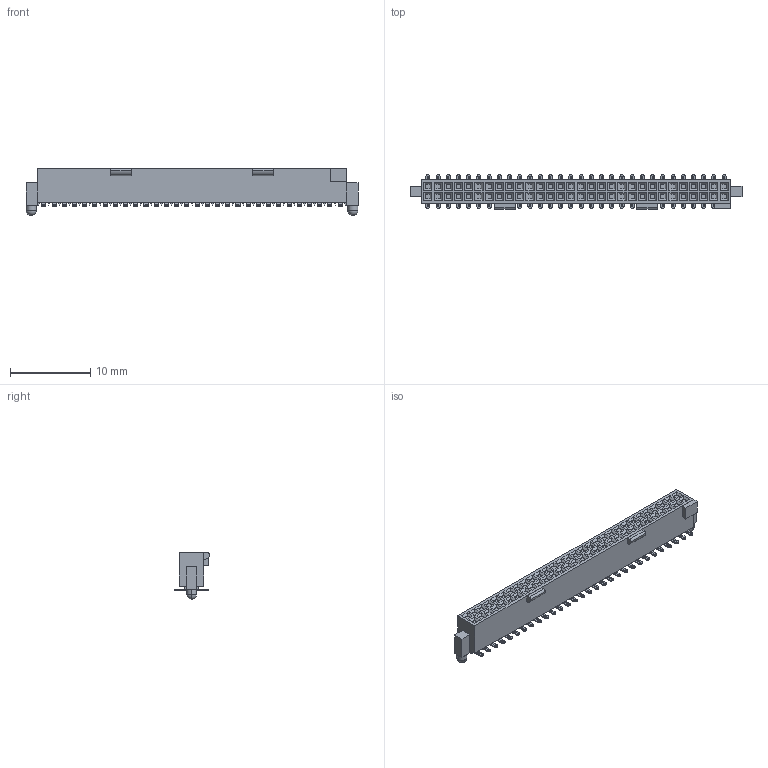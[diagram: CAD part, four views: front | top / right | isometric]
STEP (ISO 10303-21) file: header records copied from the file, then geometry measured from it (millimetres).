
FILE_DESCRIPTION((''),'2;1');
FILE_NAME('SAMTEC_SFML-130-T2-S-D-A.stp','2010-11-30T15:40:53',(''),(''),'Mechanical Desktop 2011','Mechanical Desktop 2011',', , ');
FILE_SCHEMA(('AUTOMOTIVE_DESIGN { 1 2 10303 214 1 1 1 1 }'));
Length unit declared in the file: millimetre
Products named in the file (1): Product
Bounding box: 41.27 x 4.31 x 5.84 mm (x, y, z)
Volume: 508.6 mm3; surface area: 923.4 mm2
Topology: 101 solids, 101 shells, 2009 faces, 5007 edges, 3256 vertices
Faces by surface type: bspline 912, plane 815, cylinder 278, sphere 4
Entity records: 62939 total; most frequent: CARTESIAN_POINT 16785, ORIENTED_EDGE 10006, DIRECTION 8303, EDGE_CURVE 5003, VECTOR 3899, LINE 3899, VERTEX_POINT 3256, AXIS2_PLACEMENT_3D 2202
